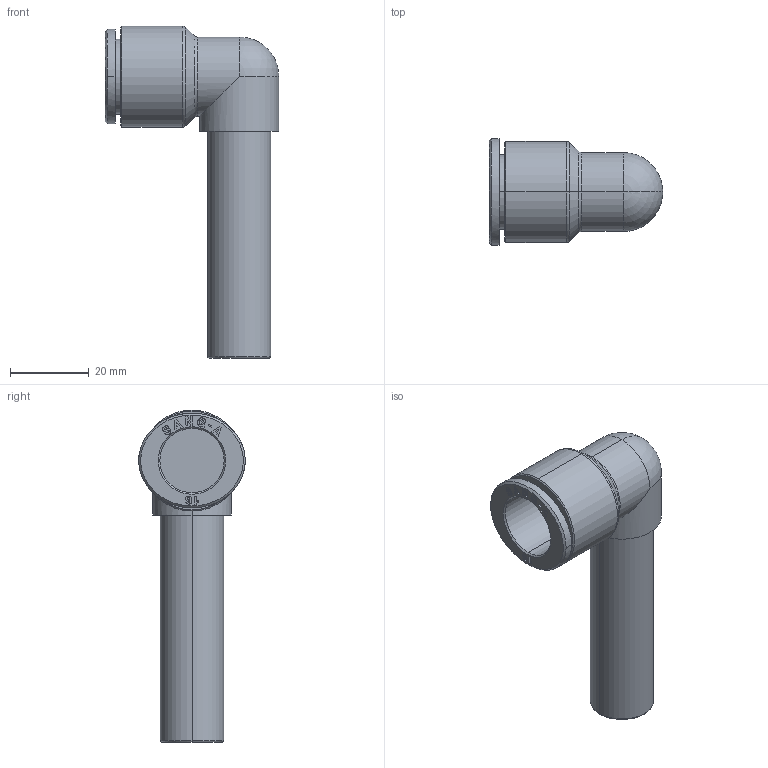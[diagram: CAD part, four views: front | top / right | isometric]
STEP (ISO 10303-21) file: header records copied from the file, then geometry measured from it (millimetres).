
FILE_DESCRIPTION((''),'2;1');
FILE_NAME('GPLLJ_16(3D).stp','2012-12-24T16:31:07',(''),(''),'Mechanical Desktop.R8.0.24.0','Mechanical Desktop.R8.0.24.0',', , ');
FILE_SCHEMA(('CONFIG_CONTROL_DESIGN'));
Length unit declared in the file: millimetre
Products named in the file (2): GPLLJ_16(3D); 睡ヶ1
Assembly tree (1 placements, depth 2):
  GPLLJ_16(3D)
    睡ヶ1
Bounding box: 44 x 27 x 84.1 mm (x, y, z)
Volume: 25013.3 mm3; surface area: 8753.1 mm2
Topology: 1 solids, 1 shells, 249 faces, 682 edges, 448 vertices
Faces by surface type: plane 184, bspline 31, cylinder 22, cone 6, torus 4, sphere 2
Entity records: 8704 total; most frequent: CARTESIAN_POINT 2303, ORIENTED_EDGE 1360, DIRECTION 1233, EDGE_CURVE 680, VECTOR 557, LINE 557, VERTEX_POINT 448, AXIS2_PLACEMENT_3D 338
